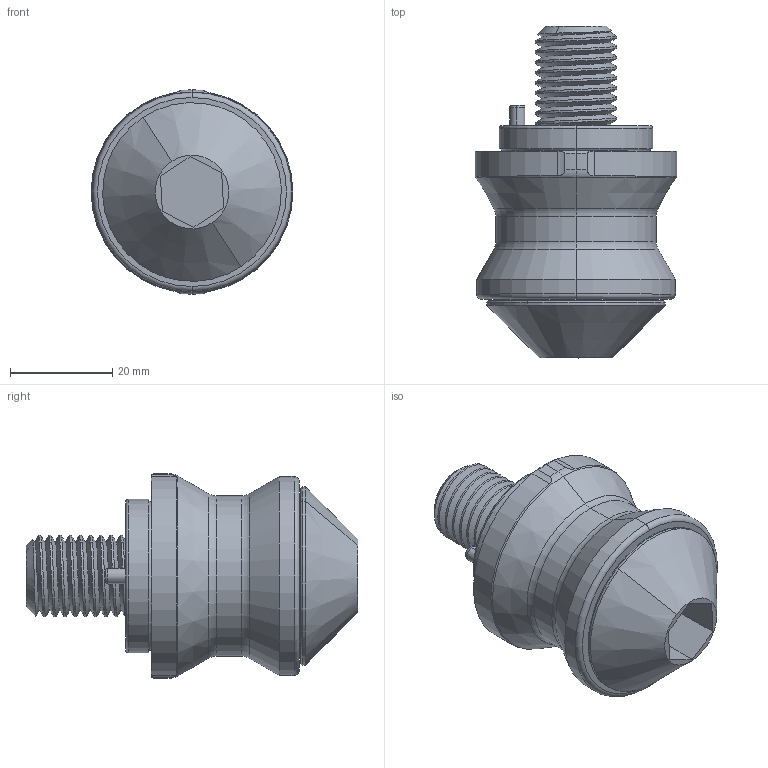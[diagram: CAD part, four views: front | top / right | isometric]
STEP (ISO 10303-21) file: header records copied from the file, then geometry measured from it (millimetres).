
FILE_DESCRIPTION (( 'STEP AP214' ), '1' );
FILE_NAME ('DXJT-40.STEP', '2019-12-25T11:16:02', ( 'PC' ), ( 'Microsoft' ), 'SwSTEP 2.0', 'SolidWorks 2018', '' );
FILE_SCHEMA (( 'AUTOMOTIVE_DESIGN' ));
Length unit declared in the file: millimetre
Products named in the file (4): DXJT-40; 嶺間; parallel pin hardened_din_DIN EN 28734 - 3 x 10 - A - St; 嶺間嘐隅蹟邡
Assembly tree (3 placements, depth 2):
  DXJT-40
    嶺間
    parallel pin hardened_din_DIN EN 28734 - 3 x 10 - A - St
    嶺間嘐隅蹟邡
Bounding box: 39.5 x 65 x 40 mm (x, y, z)
Volume: 40661.4 mm3; surface area: 13710.6 mm2
Topology: 3 solids, 3 shells, 243 faces, 623 edges, 398 vertices
Faces by surface type: plane 104, cylinder 48, bspline 44, torus 26, cone 21
Entity records: 11159 total; most frequent: CARTESIAN_POINT 5500, ORIENTED_EDGE 1242, DIRECTION 996, EDGE_CURVE 621, VERTEX_POINT 398, LINE 366, VECTOR 366, AXIS2_PLACEMENT_3D 315
